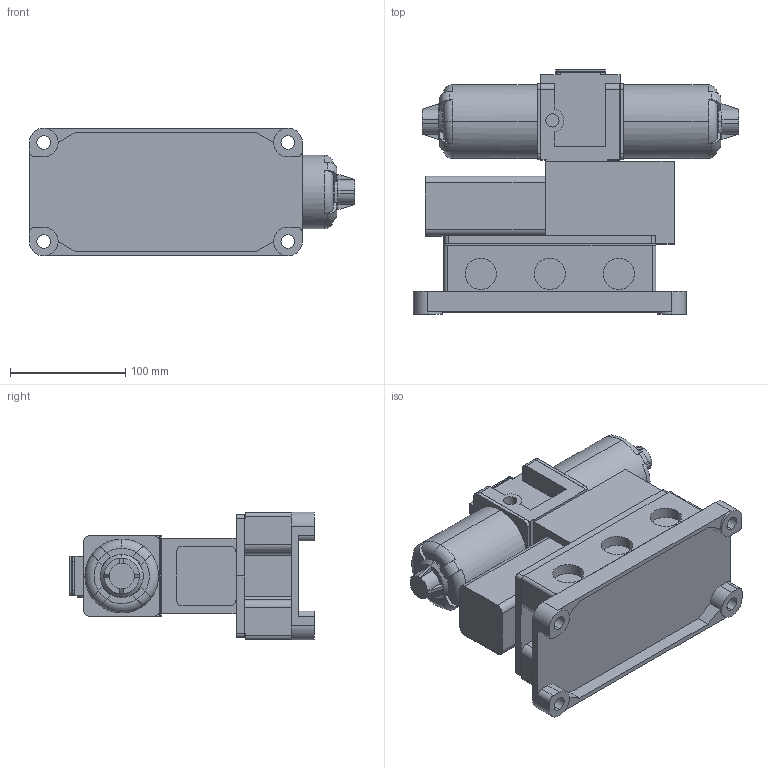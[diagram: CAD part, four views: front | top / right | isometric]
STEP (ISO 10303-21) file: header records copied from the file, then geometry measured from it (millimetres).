
FILE_DESCRIPTION (( 'STEP AP214' ), '1' );
FILE_NAME ('MVD2D-20A.STEP', '2025-09-02T08:37:25', ( '' ), ( '' ), 'SwSTEP 2.0', 'SolidWorks 2023', '' );
FILE_SCHEMA (( 'AUTOMOTIVE_DESIGN' ));
Length unit declared in the file: millimetre
Products named in the file (1): MVD2D-20A
Bounding box: 282.5 x 212.5 x 111 mm (x, y, z)
Volume: 2628744.9 mm3; surface area: 218090.2 mm2
Topology: 1 solids, 1 shells, 363 faces, 952 edges, 606 vertices
Faces by surface type: plane 221, cylinder 108, torus 18, cone 16
Entity records: 11829 total; most frequent: CARTESIAN_POINT 2650, DIRECTION 1956, ORIENTED_EDGE 1904, EDGE_CURVE 952, AXIS2_PLACEMENT_3D 672, LINE 612, VECTOR 612, VERTEX_POINT 606
